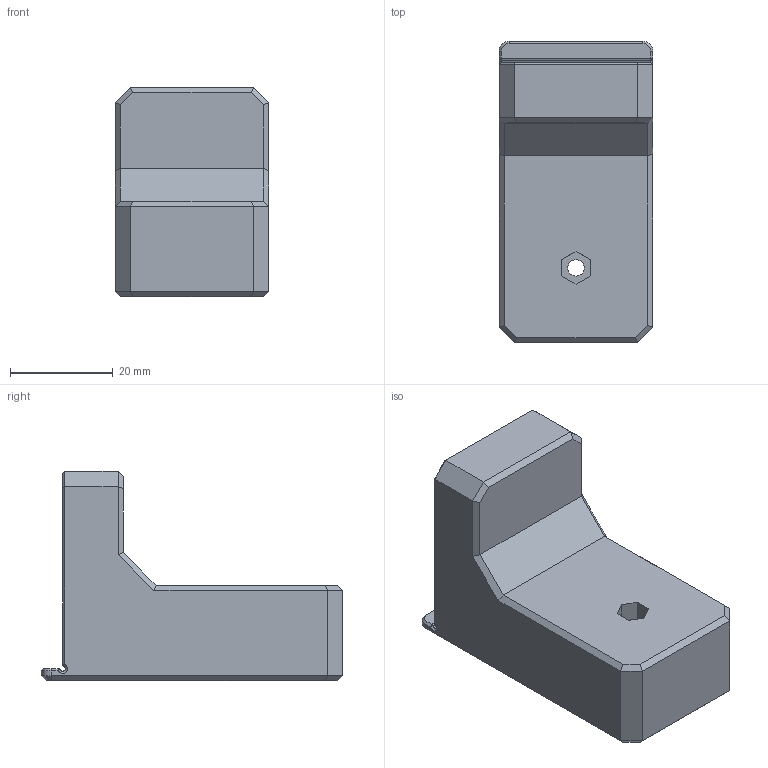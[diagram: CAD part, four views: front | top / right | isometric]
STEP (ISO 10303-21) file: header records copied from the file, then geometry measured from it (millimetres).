
FILE_DESCRIPTION(/* description */ (''),/* implementation_level */ '2;1');
FILE_NAME(/* name */ 'y_idler_bracket.step',/* time_stamp */ '2025-10-11T22:11:23-04:00',/* author */ (''),/* organization */ (''),/* preprocessor_version */ 'ST-DEVELOPER v20.1',/* originating_system */ 'Autodesk Translation Framework v14.17.0.0',/* authorisation */ '');
FILE_SCHEMA (('AUTOMOTIVE_DESIGN { 1 0 10303 214 3 1 1 }'));
Length unit declared in the file: millimetre
Products named in the file (1): y_idler_bracket
Bounding box: 30 x 58.8 x 40.85 mm (x, y, z)
Volume: 38302.6 mm3; surface area: 8524.7 mm2
Topology: 1 solids, 1 shells, 133 faces, 312 edges, 188 vertices
Faces by surface type: plane 96, cone 20, cylinder 17
Full cylindrical faces by diameter (mm): 3.2 x1, 3.6 x1
Entity records: 3756 total; most frequent: CARTESIAN_POINT 670, ORIENTED_EDGE 624, DIRECTION 622, EDGE_CURVE 312, LINE 246, VECTOR 246, VERTEX_POINT 188, AXIS2_PLACEMENT_3D 188
